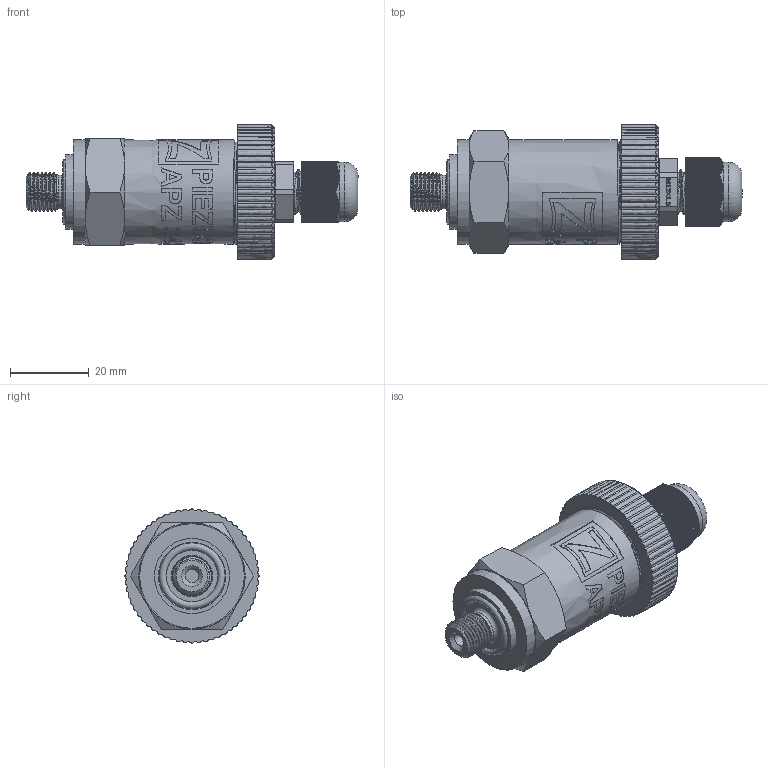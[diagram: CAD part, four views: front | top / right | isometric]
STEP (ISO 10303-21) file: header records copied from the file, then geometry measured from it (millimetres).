
FILE_DESCRIPTION(/* description */ (''),/* implementation_level */ '2;1');
FILE_NAME(/* name */ 'APZ3421_M10x1DIN_CableGland.step',/* time_stamp */ '2021-06-23T14:34:53+03:00',/* author */ (''),/* organization */ (''),/* preprocessor_version */ 'ST-DEVELOPER v18.1',/* originating_system */ 'Autodesk Translation Framework v10.9.0.1377',/* authorisation */ '');
FILE_SCHEMA (('AUTOMOTIVE_DESIGN { 1 0 10303 214 3 1 1 }'));
Products named in the file (8): APZ3421_M10x1DIN_CableGland; M10x1 DIN; OMAL nut M27x1.5 v8; Ш100.000.001 v4; M12x1.5 Cable gland v4; Cable gland; Rubber gasket; M12 Domed nut
Assembly tree (7 placements, depth 3):
  APZ3421_M10x1DIN_CableGland
    M10x1 DIN
    OMAL nut M27x1.5 v8
    Ш100.000.001 v4
    M12x1.5 Cable gland v4
      Cable gland
      Rubber gasket
      M12 Domed nut
Bounding box: 84.16 x 34 x 34 mm (x, y, z)
Volume: 36424.9 mm3; surface area: 16393.5 mm2
Topology: 7 solids, 7 shells, 2677 faces, 7843 edges, 5226 vertices
Faces by surface type: plane 1483, cylinder 747, bspline 384, cone 54, torus 8, sphere 1
Full cylindrical faces by diameter (mm): 1 x6, 3.3 x1, 7.5 x1, 8 x1, 8.5 x1, 8.744 x7, 9.976 x5, 10 x6, 10.376 x4, 10.526 x3, 11.6 x4, 12 x5, 12.203 x3, 12.6 x1, 13.5 x1, 15 x1, 16.7 x1, 17 x1, 19 x1, 21.4 x2, 22.3 x1, 22.4 x1, 24.5 x1, 25.132 x4, 25.526 x4, 27.208 x5
Entity records: 127175 total; most frequent: CARTESIAN_POINT 58100, ORIENTED_EDGE 15686, DIRECTION 12825, EDGE_CURVE 7843, VERTEX_POINT 5226, LINE 4451, VECTOR 4451, AXIS2_PLACEMENT_3D 4187
